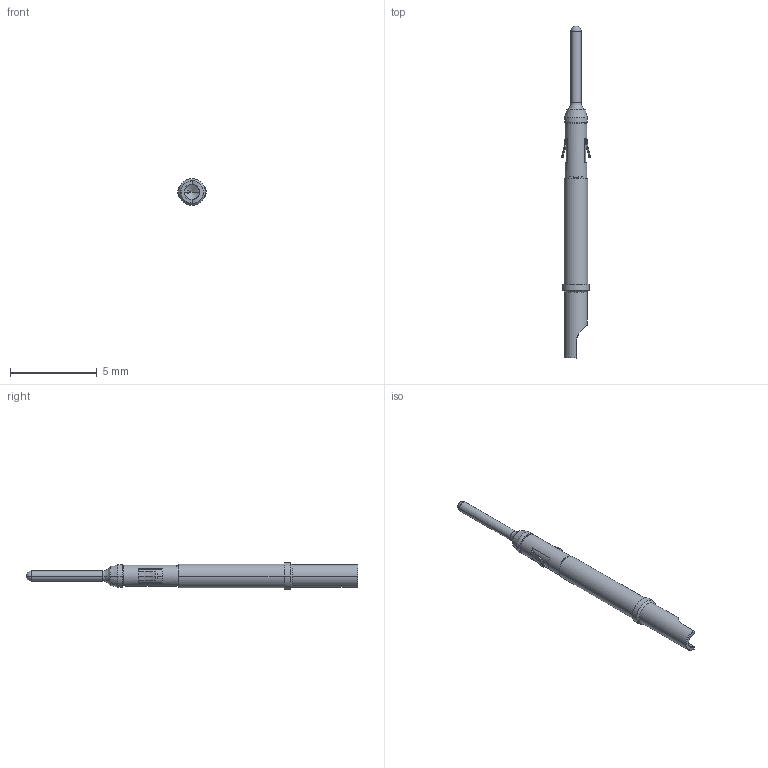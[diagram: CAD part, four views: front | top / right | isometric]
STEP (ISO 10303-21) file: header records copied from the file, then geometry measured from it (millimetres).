
FILE_DESCRIPTION (( 'STEP AP214' ), '1' );
FILE_NAME ('C-ICS60 A1 P2S5.STEP', '2014-08-27T17:32:36', ( 'spare' ), ( '' ), 'SwSTEP 2.0', 'SolidWorks 2014', '' );
FILE_SCHEMA (( 'AUTOMOTIVE_DESIGN' ));
Length unit declared in the file: millimetre
Products named in the file (3): D10068-OPEN; D10237_D10237-0.60G; C-ICS60 A1 P2S5
Assembly tree (2 placements, depth 2):
  C-ICS60 A1 P2S5
    D10237_D10237-0.60G
    D10068-OPEN
Bounding box: 1.65 x 19.17 x 1.55 mm (x, y, z)
Volume: 18.9 mm3; surface area: 93 mm2
Topology: 2 solids, 2 shells, 84 faces, 207 edges, 126 vertices
Faces by surface type: plane 29, cylinder 21, bspline 18, cone 12, torus 2, sphere 2
Entity records: 4344 total; most frequent: CARTESIAN_POINT 2318, ORIENTED_EDGE 402, DIRECTION 377, EDGE_CURVE 201, AXIS2_PLACEMENT_3D 141, VERTEX_POINT 124, VECTOR 95, LINE 95
